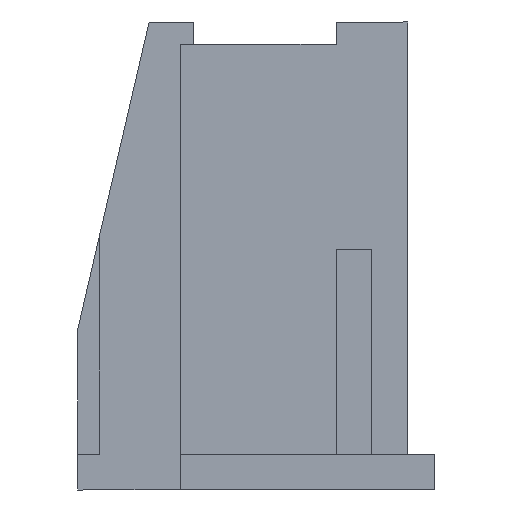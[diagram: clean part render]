
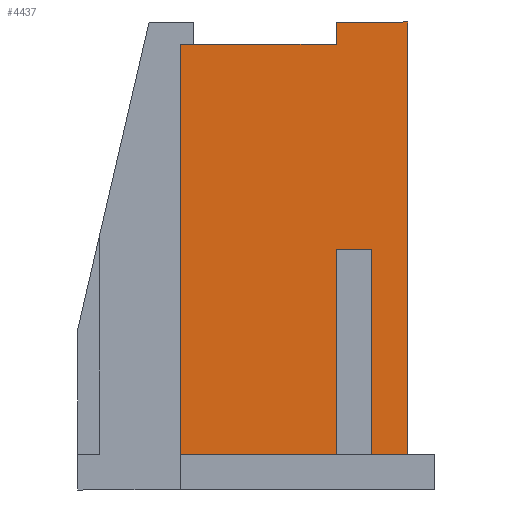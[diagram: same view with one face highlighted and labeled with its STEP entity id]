
A CAD part, left-side view. The second image highlights one B-rep face of the part: STEP entity #4437.
In plain terms, the highlighted planar face has unit normal (-1, 0, 0).
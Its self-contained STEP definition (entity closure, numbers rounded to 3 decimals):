
#347 = CARTESIAN_POINT ( 'NONE',  ( -25.7, 5.1, -9.7 ) ) ;
#350 = CARTESIAN_POINT ( 'NONE',  ( -25.7, 1.6, -9.7 ) ) ;
#444 = CARTESIAN_POINT ( 'NONE',  ( -25.7, 0.8, -9.7 ) ) ;
#446 = DIRECTION ( 'NONE',  ( 0., -1., 0. ) ) ;
#447 = VECTOR ( 'NONE', #446, 1000. ) ;
#449 = CARTESIAN_POINT ( 'NONE',  ( -25.7, 5.1, -9.7 ) ) ;
#451 = LINE ( 'NONE', #449, #447 ) ;
#455 = CARTESIAN_POINT ( 'NONE',  ( -25.7, 0., -9.7 ) ) ;
#943 = CARTESIAN_POINT ( 'NONE',  ( -25.7, 5.1, -0.5 ) ) ;
#945 = DIRECTION ( 'NONE',  ( 0., 0., 1. ) ) ;
#964 = VECTOR ( 'NONE', #945, 1000. ) ;
#966 = CARTESIAN_POINT ( 'NONE',  ( -25.7, 5.1, 0. ) ) ;
#967 = LINE ( 'NONE', #966, #964 ) ;
#1602 = DIRECTION ( 'NONE',  ( 0., -1., 0. ) ) ;
#1603 = VECTOR ( 'NONE', #1602, 1000. ) ;
#1604 = CARTESIAN_POINT ( 'NONE',  ( -25.7, 5.1, -9.7 ) ) ;
#1605 = LINE ( 'NONE', #1604, #1603 ) ;
#2325 = DIRECTION ( 'NONE',  ( 0., -1., 0. ) ) ;
#2326 = DIRECTION ( 'NONE',  ( 1., 0., 0. ) ) ;
#2327 = CARTESIAN_POINT ( 'NONE',  ( -25.7, 5.1, 0. ) ) ;
#2328 = AXIS2_PLACEMENT_3D ( 'NONE', #2327, #2326, #2325 ) ;
#2329 = PLANE ( 'NONE',  #2328 ) ;
#2344 = FACE_OUTER_BOUND ( 'NONE', #4651, .T. ) ;
#2387 = CARTESIAN_POINT ( 'NONE',  ( -25.7, 1.6, -0.5 ) ) ;
#2388 = DIRECTION ( 'NONE',  ( 0., 1., 0. ) ) ;
#2389 = VECTOR ( 'NONE', #2388, 1000. ) ;
#2390 = CARTESIAN_POINT ( 'NONE',  ( -25.7, 5.1, -0.5 ) ) ;
#2391 = LINE ( 'NONE', #2390, #2389 ) ;
#3992 = VERTEX_POINT ( 'NONE', #455 ) ;
#3994 = EDGE_CURVE ( 'NONE', #3995, #3992, #451, .T. ) ;
#3995 = VERTEX_POINT ( 'NONE', #444 ) ;
#4004 = VERTEX_POINT ( 'NONE', #350 ) ;
#4005 = VERTEX_POINT ( 'NONE', #347 ) ;
#4123 = EDGE_CURVE ( 'NONE', #4005, #4124, #967, .T. ) ;
#4124 = VERTEX_POINT ( 'NONE', #943 ) ;
#4167 = EDGE_CURVE ( 'NONE', #4005, #4004, #1605, .T. ) ;
#4408 = EDGE_CURVE ( 'NONE', #4409, #4124, #2391, .T. ) ;
#4409 = VERTEX_POINT ( 'NONE', #2387 ) ;
#4437 = ADVANCED_FACE ( 'NONE', ( #2344 ), #2329, .F. ) ;
#4651 = EDGE_LOOP ( 'NONE', ( #4763, #4652, #4924, #4925, #4928, #4931, #4933, #4934, #4702, #4703 ) ) ;
#4652 = ORIENTED_EDGE ( 'NONE', *, *, #4653, .T. ) ;
#4653 = EDGE_CURVE ( 'NONE', #4766, #3995, #5402, .T. ) ;
#4702 = ORIENTED_EDGE ( 'NONE', *, *, #4167, .T. ) ;
#4703 = ORIENTED_EDGE ( 'NONE', *, *, #4704, .T. ) ;
#4704 = EDGE_CURVE ( 'NONE', #4004, #4765, #5494, .T. ) ;
#4763 = ORIENTED_EDGE ( 'NONE', *, *, #4764, .T. ) ;
#4764 = EDGE_CURVE ( 'NONE', #4765, #4766, #5614, .T. ) ;
#4765 = VERTEX_POINT ( 'NONE', #5610 ) ;
#4766 = VERTEX_POINT ( 'NONE', #5609 ) ;
#4924 = ORIENTED_EDGE ( 'NONE', *, *, #3994, .T. ) ;
#4925 = ORIENTED_EDGE ( 'NONE', *, *, #4926, .T. ) ;
#4926 = EDGE_CURVE ( 'NONE', #3992, #4927, #6218, .T. ) ;
#4927 = VERTEX_POINT ( 'NONE', #6214 ) ;
#4928 = ORIENTED_EDGE ( 'NONE', *, *, #4929, .F. ) ;
#4929 = EDGE_CURVE ( 'NONE', #4930, #4927, #6213, .T. ) ;
#4930 = VERTEX_POINT ( 'NONE', #6209 ) ;
#4931 = ORIENTED_EDGE ( 'NONE', *, *, #4932, .T. ) ;
#4932 = EDGE_CURVE ( 'NONE', #4930, #4409, #6286, .T. ) ;
#4933 = ORIENTED_EDGE ( 'NONE', *, *, #4408, .T. ) ;
#4934 = ORIENTED_EDGE ( 'NONE', *, *, #4123, .F. ) ;
#5399 = DIRECTION ( 'NONE',  ( 0., 0., -1. ) ) ;
#5400 = VECTOR ( 'NONE', #5399, 1000. ) ;
#5401 = CARTESIAN_POINT ( 'NONE',  ( -25.7, 0.8, -5.1 ) ) ;
#5402 = LINE ( 'NONE', #5401, #5400 ) ;
#5491 = DIRECTION ( 'NONE',  ( 0., 0., 1. ) ) ;
#5492 = VECTOR ( 'NONE', #5491, 1000. ) ;
#5493 = CARTESIAN_POINT ( 'NONE',  ( -25.7, 1.6, -9.7 ) ) ;
#5494 = LINE ( 'NONE', #5493, #5492 ) ;
#5609 = CARTESIAN_POINT ( 'NONE',  ( -25.7, 0.8, -5.1 ) ) ;
#5610 = CARTESIAN_POINT ( 'NONE',  ( -25.7, 1.6, -5.1 ) ) ;
#5611 = DIRECTION ( 'NONE',  ( 0., -1., 0. ) ) ;
#5612 = VECTOR ( 'NONE', #5611, 1000. ) ;
#5613 = CARTESIAN_POINT ( 'NONE',  ( -25.7, 1.6, -5.1 ) ) ;
#5614 = LINE ( 'NONE', #5613, #5612 ) ;
#6209 = CARTESIAN_POINT ( 'NONE',  ( -25.7, 1.6, 0. ) ) ;
#6210 = DIRECTION ( 'NONE',  ( 0., -1., 0. ) ) ;
#6211 = VECTOR ( 'NONE', #6210, 1000. ) ;
#6212 = CARTESIAN_POINT ( 'NONE',  ( -25.7, 5.1, 0. ) ) ;
#6213 = LINE ( 'NONE', #6212, #6211 ) ;
#6214 = CARTESIAN_POINT ( 'NONE',  ( -25.7, 0., 0. ) ) ;
#6215 = DIRECTION ( 'NONE',  ( 0., 0., 1. ) ) ;
#6216 = VECTOR ( 'NONE', #6215, 1000. ) ;
#6217 = CARTESIAN_POINT ( 'NONE',  ( -25.7, 0., 0. ) ) ;
#6218 = LINE ( 'NONE', #6217, #6216 ) ;
#6283 = DIRECTION ( 'NONE',  ( 0., 0., -1. ) ) ;
#6284 = VECTOR ( 'NONE', #6283, 1000. ) ;
#6285 = CARTESIAN_POINT ( 'NONE',  ( -25.7, 1.6, 0. ) ) ;
#6286 = LINE ( 'NONE', #6285, #6284 ) ;
